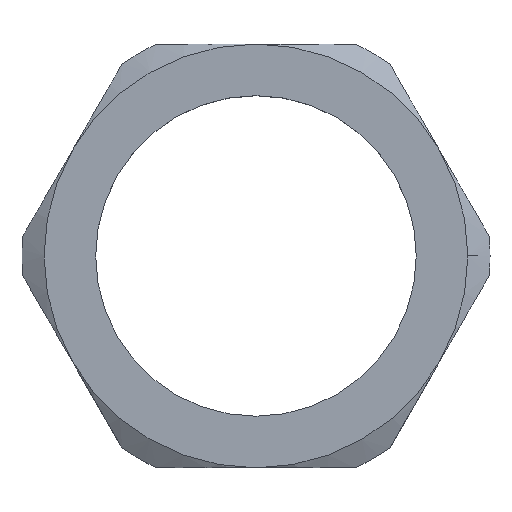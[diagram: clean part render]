
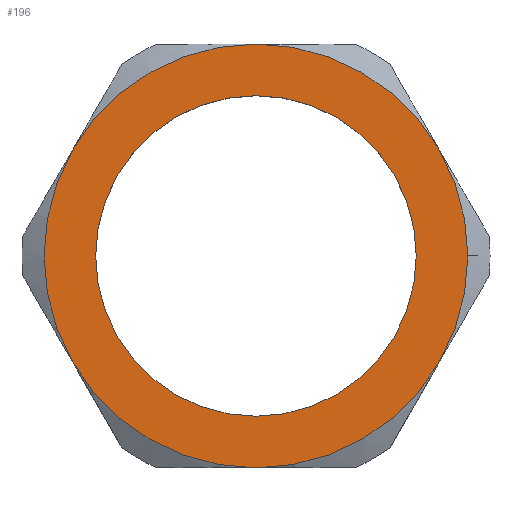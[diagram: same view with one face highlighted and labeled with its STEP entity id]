
A CAD part, top view. The second image highlights one B-rep face of the part: STEP entity #196.
In plain terms, the highlighted planar face has unit normal (0, 0, 1).
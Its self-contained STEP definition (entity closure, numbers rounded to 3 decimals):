
#12 = AXIS2_PLACEMENT_3D ( 'NONE', #647, #643, #642 ) ;
#87 = EDGE_CURVE ( 'NONE', #779, #797, #142, .T. ) ;
#105 = CIRCLE ( 'NONE', #530, 30. ) ;
#106 = CIRCLE ( 'NONE', #518, 22.7 ) ;
#108 = CIRCLE ( 'NONE', #527, 30. ) ;
#111 = CIRCLE ( 'NONE', #510, 30. ) ;
#112 = CIRCLE ( 'NONE', #508, 22.7 ) ;
#115 = CIRCLE ( 'NONE', #509, 30. ) ;
#117 = CIRCLE ( 'NONE', #581, 30. ) ;
#122 = EDGE_CURVE ( 'NONE', #783, #781, #136, .T. ) ;
#136 = CIRCLE ( 'NONE', #542, 30. ) ;
#142 = CIRCLE ( 'NONE', #12, 30. ) ;
#177 = EDGE_CURVE ( 'NONE', #797, #787, #117, .T. ) ;
#188 = EDGE_CURVE ( 'NONE', #787, #782, #115, .T. ) ;
#189 = EDGE_CURVE ( 'NONE', #776, #792, #112, .T. ) ;
#190 = EDGE_CURVE ( 'NONE', #782, #785, #111, .T. ) ;
#196 = ADVANCED_FACE ( 'NONE', ( #526, #521 ), #289, .T. ) ;
#197 = EDGE_CURVE ( 'NONE', #785, #783, #108, .T. ) ;
#198 = EDGE_CURVE ( 'NONE', #792, #776, #106, .T. ) ;
#201 = EDGE_CURVE ( 'NONE', #781, #779, #105, .T. ) ;
#210 = CARTESIAN_POINT ( 'NONE',  ( 30., 0., 8. ) ) ;
#215 = CARTESIAN_POINT ( 'NONE',  ( -22.7, 0., 8. ) ) ;
#220 = CARTESIAN_POINT ( 'NONE',  ( 25.981, 15., 8. ) ) ;
#222 = CARTESIAN_POINT ( 'NONE',  ( -25.981, 15., 8. ) ) ;
#224 = CARTESIAN_POINT ( 'NONE',  ( -25.981, -15., 8. ) ) ;
#225 = CARTESIAN_POINT ( 'NONE',  ( 0., 30., 8. ) ) ;
#226 = CARTESIAN_POINT ( 'NONE',  ( 0., -30., 8. ) ) ;
#228 = CARTESIAN_POINT ( 'NONE',  ( 25.981, -15., 8. ) ) ;
#231 = CARTESIAN_POINT ( 'NONE',  ( 22.7, 0., 8. ) ) ;
#261 = DIRECTION ( 'NONE',  ( 1., 0., 0. ) ) ;
#262 = DIRECTION ( 'NONE',  ( 0., 0., 1. ) ) ;
#263 = CARTESIAN_POINT ( 'NONE',  ( 0., 0., 8. ) ) ;
#280 = DIRECTION ( 'NONE',  ( 1., 0., 0. ) ) ;
#281 = DIRECTION ( 'NONE',  ( 0., 0., 1. ) ) ;
#282 = CARTESIAN_POINT ( 'NONE',  ( 0., 0., 8. ) ) ;
#283 = DIRECTION ( 'NONE',  ( 1., 0., 0. ) ) ;
#284 = DIRECTION ( 'NONE',  ( 0., 0., 1. ) ) ;
#285 = CARTESIAN_POINT ( 'NONE',  ( 0., 0., 8. ) ) ;
#286 = DIRECTION ( 'NONE',  ( 1., 0., 0. ) ) ;
#287 = DIRECTION ( 'NONE',  ( 0., 0., 1. ) ) ;
#288 = CARTESIAN_POINT ( 'NONE',  ( 0., 0., 8. ) ) ;
#289 = PLANE ( 'NONE',  #523 ) ;
#312 = DIRECTION ( 'NONE',  ( 1., 0., 0. ) ) ;
#313 = DIRECTION ( 'NONE',  ( 0., 0., 1. ) ) ;
#314 = CARTESIAN_POINT ( 'NONE',  ( 0., 0., 8. ) ) ;
#315 = DIRECTION ( 'NONE',  ( 1., 0., 0. ) ) ;
#316 = DIRECTION ( 'NONE',  ( 0., 0., 1. ) ) ;
#317 = CARTESIAN_POINT ( 'NONE',  ( 0., 0., 8. ) ) ;
#318 = DIRECTION ( 'NONE',  ( 1., 0., 0. ) ) ;
#319 = DIRECTION ( 'NONE',  ( 0., 0., 1. ) ) ;
#320 = CARTESIAN_POINT ( 'NONE',  ( 0., 0., 8. ) ) ;
#351 = DIRECTION ( 'NONE',  ( 1., 0., 0. ) ) ;
#352 = DIRECTION ( 'NONE',  ( 0., 0., 1. ) ) ;
#353 = CARTESIAN_POINT ( 'NONE',  ( 0., 0., 8. ) ) ;
#508 = AXIS2_PLACEMENT_3D ( 'NONE', #317, #316, #315 ) ;
#509 = AXIS2_PLACEMENT_3D ( 'NONE', #320, #319, #318 ) ;
#510 = AXIS2_PLACEMENT_3D ( 'NONE', #314, #313, #312 ) ;
#518 = AXIS2_PLACEMENT_3D ( 'NONE', #282, #281, #280 ) ;
#521 = FACE_OUTER_BOUND ( 'NONE', #749, .T. ) ;
#523 = AXIS2_PLACEMENT_3D ( 'NONE', #288, #287, #286 ) ;
#526 = FACE_BOUND ( 'NONE', #753, .T. ) ;
#527 = AXIS2_PLACEMENT_3D ( 'NONE', #285, #284, #283 ) ;
#530 = AXIS2_PLACEMENT_3D ( 'NONE', #263, #262, #261 ) ;
#542 = AXIS2_PLACEMENT_3D ( 'NONE', #617, #610, #609 ) ;
#581 = AXIS2_PLACEMENT_3D ( 'NONE', #353, #352, #351 ) ;
#609 = DIRECTION ( 'NONE',  ( 1., 0., 0. ) ) ;
#610 = DIRECTION ( 'NONE',  ( 0., 0., 1. ) ) ;
#617 = CARTESIAN_POINT ( 'NONE',  ( 0., 0., 8. ) ) ;
#642 = DIRECTION ( 'NONE',  ( 1., 0., 0. ) ) ;
#643 = DIRECTION ( 'NONE',  ( 0., 0., 1. ) ) ;
#647 = CARTESIAN_POINT ( 'NONE',  ( 0., 0., 8. ) ) ;
#738 = ORIENTED_EDGE ( 'NONE', *, *, #198, .F. ) ;
#739 = ORIENTED_EDGE ( 'NONE', *, *, #188, .T. ) ;
#740 = ORIENTED_EDGE ( 'NONE', *, *, #189, .F. ) ;
#741 = ORIENTED_EDGE ( 'NONE', *, *, #87, .T. ) ;
#742 = ORIENTED_EDGE ( 'NONE', *, *, #177, .T. ) ;
#743 = ORIENTED_EDGE ( 'NONE', *, *, #197, .T. ) ;
#744 = ORIENTED_EDGE ( 'NONE', *, *, #190, .T. ) ;
#749 = EDGE_LOOP ( 'NONE', ( #741, #742, #739, #744, #743, #812, #811 ) ) ;
#753 = EDGE_LOOP ( 'NONE', ( #738, #740 ) ) ;
#776 = VERTEX_POINT ( 'NONE', #231 ) ;
#779 = VERTEX_POINT ( 'NONE', #228 ) ;
#781 = VERTEX_POINT ( 'NONE', #226 ) ;
#782 = VERTEX_POINT ( 'NONE', #225 ) ;
#783 = VERTEX_POINT ( 'NONE', #224 ) ;
#785 = VERTEX_POINT ( 'NONE', #222 ) ;
#787 = VERTEX_POINT ( 'NONE', #220 ) ;
#792 = VERTEX_POINT ( 'NONE', #215 ) ;
#797 = VERTEX_POINT ( 'NONE', #210 ) ;
#811 = ORIENTED_EDGE ( 'NONE', *, *, #201, .T. ) ;
#812 = ORIENTED_EDGE ( 'NONE', *, *, #122, .T. ) ;
